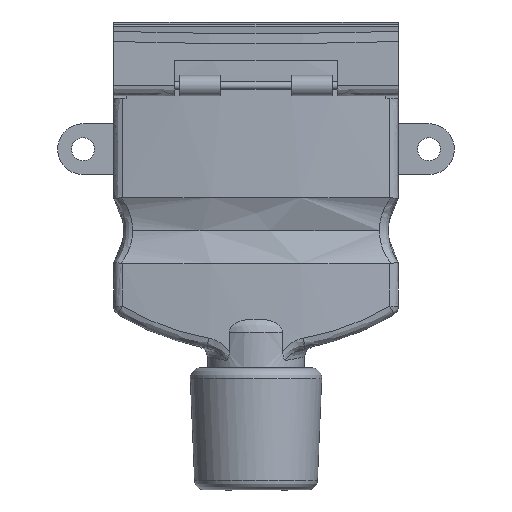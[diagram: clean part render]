
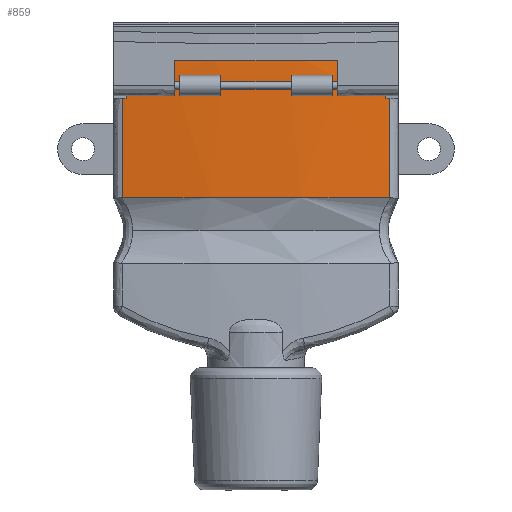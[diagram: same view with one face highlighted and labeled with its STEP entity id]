
A CAD part, front view. The second image highlights one B-rep face of the part: STEP entity #859.
In plain terms, the highlighted free-form (B-spline) face has degree [2, 1] with [3, 2] control points.
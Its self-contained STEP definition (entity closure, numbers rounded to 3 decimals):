
#798 = VERTEX_POINT('',#799);
#799 = CARTESIAN_POINT('',(-24.916,-18.9,9.771
    ));
#804 = EDGE_CURVE('',#805,#798,#807,.T.);
#805 = VERTEX_POINT('',#806);
#806 = CARTESIAN_POINT('',(-25.665,-18.8,9.771
    ));
#807 = ( BOUNDED_CURVE() B_SPLINE_CURVE(2,(#808,#809,#810),
.UNSPECIFIED.,.F.,.F.) B_SPLINE_CURVE_WITH_KNOTS((3,3),(4.579,
4.583),.PIECEWISE_BEZIER_KNOTS.) CURVE() 
GEOMETRIC_REPRESENTATION_ITEM() RATIONAL_B_SPLINE_CURVE((1.,
1.,1.)) REPRESENTATION_ITEM('') );
#808 = CARTESIAN_POINT('',(-25.665,-18.8,9.771
    ));
#809 = CARTESIAN_POINT('',(-25.291,-18.851,9.771
    ));
#810 = CARTESIAN_POINT('',(-24.916,-18.9,9.771
    ));
#835 = VERTEX_POINT('',#836);
#836 = CARTESIAN_POINT('',(25.665,-18.8,9.771
    ));
#842 = EDGE_CURVE('',#843,#835,#845,.T.);
#843 = VERTEX_POINT('',#844);
#844 = CARTESIAN_POINT('',(24.916,-18.9,9.771
    ));
#845 = ( BOUNDED_CURVE() B_SPLINE_CURVE(2,(#846,#847,#848),
.UNSPECIFIED.,.F.,.F.) B_SPLINE_CURVE_WITH_KNOTS((3,3),(4.842,
4.846),.PIECEWISE_BEZIER_KNOTS.) CURVE() 
GEOMETRIC_REPRESENTATION_ITEM() RATIONAL_B_SPLINE_CURVE((1.,
1.,1.)) REPRESENTATION_ITEM('') );
#846 = CARTESIAN_POINT('',(24.916,-18.9,9.771
    ));
#847 = CARTESIAN_POINT('',(25.291,-18.851,9.771)
  );
#848 = CARTESIAN_POINT('',(25.665,-18.8,9.771
    ));
#859 = ADVANCED_FACE('',(#860,#904,#936),#968,.T.);
#860 = FACE_BOUND('',#861,.T.);
#861 = EDGE_LOOP('',(#862,#869,#877,#882,#883,#890,#898,#903));
#862 = ORIENTED_EDGE('',*,*,#863,.F.);
#863 = EDGE_CURVE('',#864,#805,#866,.T.);
#864 = VERTEX_POINT('',#865);
#865 = CARTESIAN_POINT('',(-25.665,-18.8,
    -9.282));
#866 = B_SPLINE_CURVE_WITH_KNOTS('',1,(#867,#868),.UNSPECIFIED.,.F.,.F.,
  (2,2),(0.,19.5),.PIECEWISE_BEZIER_KNOTS.);
#867 = CARTESIAN_POINT('',(-25.665,-18.8,
    -9.282));
#868 = CARTESIAN_POINT('',(-25.665,-18.8,9.771
    ));
#869 = ORIENTED_EDGE('',*,*,#870,.F.);
#870 = EDGE_CURVE('',#871,#864,#873,.T.);
#871 = VERTEX_POINT('',#872);
#872 = CARTESIAN_POINT('',(25.665,-18.8,
    -9.282));
#873 = ( BOUNDED_CURVE() B_SPLINE_CURVE(2,(#874,#875,#876),
.UNSPECIFIED.,.F.,.F.) B_SPLINE_CURVE_WITH_KNOTS((3,3),(
0.,0.267),.PIECEWISE_BEZIER_KNOTS.) CURVE() 
GEOMETRIC_REPRESENTATION_ITEM() RATIONAL_B_SPLINE_CURVE((1.,
0.991,1.)) REPRESENTATION_ITEM('') );
#874 = CARTESIAN_POINT('',(25.665,-18.8,
    -9.282));
#875 = CARTESIAN_POINT('',(0.,-22.253,
    -9.282));
#876 = CARTESIAN_POINT('',(-25.665,-18.8,
    -9.282));
#877 = ORIENTED_EDGE('',*,*,#878,.T.);
#878 = EDGE_CURVE('',#871,#835,#879,.T.);
#879 = B_SPLINE_CURVE_WITH_KNOTS('',1,(#880,#881),.UNSPECIFIED.,.F.,.F.,
  (2,2),(0.,19.5),.PIECEWISE_BEZIER_KNOTS.);
#880 = CARTESIAN_POINT('',(25.665,-18.8,
    -9.282));
#881 = CARTESIAN_POINT('',(25.665,-18.8,9.771
    ));
#882 = ORIENTED_EDGE('',*,*,#842,.F.);
#883 = ORIENTED_EDGE('',*,*,#884,.F.);
#884 = EDGE_CURVE('',#885,#843,#887,.T.);
#885 = VERTEX_POINT('',#886);
#886 = CARTESIAN_POINT('',(24.916,-18.9,
    17.588));
#887 = B_SPLINE_CURVE_WITH_KNOTS('',1,(#888,#889),.UNSPECIFIED.,.F.,.F.,
  (2,2),(0.,8.),.PIECEWISE_BEZIER_KNOTS.);
#888 = CARTESIAN_POINT('',(24.916,-18.9,
    17.588));
#889 = CARTESIAN_POINT('',(24.916,-18.9,9.771
    ));
#890 = ORIENTED_EDGE('',*,*,#891,.F.);
#891 = EDGE_CURVE('',#892,#885,#894,.T.);
#892 = VERTEX_POINT('',#893);
#893 = CARTESIAN_POINT('',(-24.916,-18.9,
    17.588));
#894 = ( BOUNDED_CURVE() B_SPLINE_CURVE(2,(#895,#896,#897),
.UNSPECIFIED.,.F.,.F.) B_SPLINE_CURVE_WITH_KNOTS((3,3),(4.583,
4.842),.PIECEWISE_BEZIER_KNOTS.) CURVE() 
GEOMETRIC_REPRESENTATION_ITEM() RATIONAL_B_SPLINE_CURVE((1.,
0.992,1.)) REPRESENTATION_ITEM('') );
#895 = CARTESIAN_POINT('',(-24.916,-18.9,
    17.588));
#896 = CARTESIAN_POINT('',(0.,-22.152,
    17.588));
#897 = CARTESIAN_POINT('',(24.916,-18.9,
    17.588));
#898 = ORIENTED_EDGE('',*,*,#899,.T.);
#899 = EDGE_CURVE('',#892,#798,#900,.T.);
#900 = B_SPLINE_CURVE_WITH_KNOTS('',1,(#901,#902),.UNSPECIFIED.,.F.,.F.,
  (2,2),(0.,8.),.PIECEWISE_BEZIER_KNOTS.);
#901 = CARTESIAN_POINT('',(-24.916,-18.9,
    17.588));
#902 = CARTESIAN_POINT('',(-24.916,-18.9,9.771
    ));
#903 = ORIENTED_EDGE('',*,*,#804,.F.);
#904 = FACE_BOUND('',#905,.T.);
#905 = EDGE_LOOP('',(#906,#916,#923,#931));
#906 = ORIENTED_EDGE('',*,*,#907,.F.);
#907 = EDGE_CURVE('',#908,#910,#912,.T.);
#908 = VERTEX_POINT('',#909);
#909 = CARTESIAN_POINT('',(6.84,-20.397,
    10.259));
#910 = VERTEX_POINT('',#911);
#911 = CARTESIAN_POINT('',(14.656,-19.96,
    10.259));
#912 = ( BOUNDED_CURVE() B_SPLINE_CURVE(2,(#913,#914,#915),
.UNSPECIFIED.,.F.,.F.) B_SPLINE_CURVE_WITH_KNOTS((3,3),(4.748,
4.789),.PIECEWISE_BEZIER_KNOTS.) CURVE() 
GEOMETRIC_REPRESENTATION_ITEM() RATIONAL_B_SPLINE_CURVE((1.,
1.,1.)) REPRESENTATION_ITEM('') );
#913 = CARTESIAN_POINT('',(6.84,-20.397,
    10.259));
#914 = CARTESIAN_POINT('',(10.752,-20.258,
    10.259));
#915 = CARTESIAN_POINT('',(14.656,-19.96,
    10.259));
#916 = ORIENTED_EDGE('',*,*,#917,.T.);
#917 = EDGE_CURVE('',#908,#918,#920,.T.);
#918 = VERTEX_POINT('',#919);
#919 = CARTESIAN_POINT('',(6.84,-20.397,
    14.168));
#920 = B_SPLINE_CURVE_WITH_KNOTS('',1,(#921,#922),.UNSPECIFIED.,.F.,.F.,
  (2,2),(0.,4.),.PIECEWISE_BEZIER_KNOTS.);
#921 = CARTESIAN_POINT('',(6.84,-20.397,
    10.259));
#922 = CARTESIAN_POINT('',(6.84,-20.397,
    14.168));
#923 = ORIENTED_EDGE('',*,*,#924,.F.);
#924 = EDGE_CURVE('',#925,#918,#927,.T.);
#925 = VERTEX_POINT('',#926);
#926 = CARTESIAN_POINT('',(14.656,-19.96,
    14.168));
#927 = ( BOUNDED_CURVE() B_SPLINE_CURVE(2,(#928,#929,#930),
.UNSPECIFIED.,.F.,.F.) B_SPLINE_CURVE_WITH_KNOTS((3,3),(0.,
0.041),.PIECEWISE_BEZIER_KNOTS.) CURVE() 
GEOMETRIC_REPRESENTATION_ITEM() RATIONAL_B_SPLINE_CURVE((1.,
1.,1.)) REPRESENTATION_ITEM('') );
#928 = CARTESIAN_POINT('',(14.656,-19.96,
    14.168));
#929 = CARTESIAN_POINT('',(10.752,-20.258,
    14.168));
#930 = CARTESIAN_POINT('',(6.84,-20.397,
    14.168));
#931 = ORIENTED_EDGE('',*,*,#932,.F.);
#932 = EDGE_CURVE('',#910,#925,#933,.T.);
#933 = B_SPLINE_CURVE_WITH_KNOTS('',1,(#934,#935),.UNSPECIFIED.,.F.,.F.,
  (2,2),(0.,4.),.PIECEWISE_BEZIER_KNOTS.);
#934 = CARTESIAN_POINT('',(14.656,-19.96,
    10.259));
#935 = CARTESIAN_POINT('',(14.656,-19.96,
    14.168));
#936 = FACE_BOUND('',#937,.T.);
#937 = EDGE_LOOP('',(#938,#947,#955,#962));
#938 = ORIENTED_EDGE('',*,*,#939,.T.);
#939 = EDGE_CURVE('',#940,#942,#944,.T.);
#940 = VERTEX_POINT('',#941);
#941 = CARTESIAN_POINT('',(-6.84,-20.397,
    14.168));
#942 = VERTEX_POINT('',#943);
#943 = CARTESIAN_POINT('',(-6.84,-20.397,
    10.259));
#944 = B_SPLINE_CURVE_WITH_KNOTS('',1,(#945,#946),.UNSPECIFIED.,.F.,.F.,
  (2,2),(0.,4.),.PIECEWISE_BEZIER_KNOTS.);
#945 = CARTESIAN_POINT('',(-6.84,-20.397,
    14.168));
#946 = CARTESIAN_POINT('',(-6.84,-20.397,
    10.259));
#947 = ORIENTED_EDGE('',*,*,#948,.T.);
#948 = EDGE_CURVE('',#942,#949,#951,.T.);
#949 = VERTEX_POINT('',#950);
#950 = CARTESIAN_POINT('',(-14.656,-19.96,
    10.259));
#951 = ( BOUNDED_CURVE() B_SPLINE_CURVE(2,(#952,#953,#954),
.UNSPECIFIED.,.F.,.F.) B_SPLINE_CURVE_WITH_KNOTS((3,3),(0.,
0.041),.PIECEWISE_BEZIER_KNOTS.) CURVE() 
GEOMETRIC_REPRESENTATION_ITEM() RATIONAL_B_SPLINE_CURVE((1.,
1.,1.)) REPRESENTATION_ITEM('') );
#952 = CARTESIAN_POINT('',(-6.84,-20.397,
    10.259));
#953 = CARTESIAN_POINT('',(-10.752,-20.258,
    10.259));
#954 = CARTESIAN_POINT('',(-14.656,-19.96,
    10.259));
#955 = ORIENTED_EDGE('',*,*,#956,.F.);
#956 = EDGE_CURVE('',#957,#949,#959,.T.);
#957 = VERTEX_POINT('',#958);
#958 = CARTESIAN_POINT('',(-14.656,-19.96,
    14.168));
#959 = B_SPLINE_CURVE_WITH_KNOTS('',1,(#960,#961),.UNSPECIFIED.,.F.,.F.,
  (2,2),(0.,4.),.PIECEWISE_BEZIER_KNOTS.);
#960 = CARTESIAN_POINT('',(-14.656,-19.96,
    14.168));
#961 = CARTESIAN_POINT('',(-14.656,-19.96,
    10.259));
#962 = ORIENTED_EDGE('',*,*,#963,.T.);
#963 = EDGE_CURVE('',#957,#940,#964,.T.);
#964 = ( BOUNDED_CURVE() B_SPLINE_CURVE(2,(#965,#966,#967),
.UNSPECIFIED.,.F.,.F.) B_SPLINE_CURVE_WITH_KNOTS((3,3),(4.636,
4.677),.PIECEWISE_BEZIER_KNOTS.) CURVE() 
GEOMETRIC_REPRESENTATION_ITEM() RATIONAL_B_SPLINE_CURVE((1.,
1.,1.)) REPRESENTATION_ITEM('') );
#965 = CARTESIAN_POINT('',(-14.656,-19.96,
    14.168));
#966 = CARTESIAN_POINT('',(-10.752,-20.258,
    14.168));
#967 = CARTESIAN_POINT('',(-6.84,-20.397,
    14.168));
#968 = ( BOUNDED_SURFACE() B_SPLINE_SURFACE(2,1,(
    (#969,#970)
    ,(#971,#972)
,(#973,#974
    )),.UNSPECIFIED.,.F.,.F.,.F.) B_SPLINE_SURFACE_WITH_KNOTS((3,3),(2,2
    ),(1.437,1.705),(0.,27.5),
.PIECEWISE_BEZIER_KNOTS.) GEOMETRIC_REPRESENTATION_ITEM() 
RATIONAL_B_SPLINE_SURFACE((
    (1.,1.)
    ,(0.991,0.991)
,(1.,1.))) REPRESENTATION_ITEM('') SURFACE() );
#969 = CARTESIAN_POINT('',(25.665,-18.8,
    17.588));
#970 = CARTESIAN_POINT('',(25.665,-18.8,
    -9.282));
#971 = CARTESIAN_POINT('',(0.,-22.253,17.588));
#972 = CARTESIAN_POINT('',(0.,-22.253,-9.282));
#973 = CARTESIAN_POINT('',(-25.665,-18.8,
    17.588));
#974 = CARTESIAN_POINT('',(-25.665,-18.8,
    -9.282));
